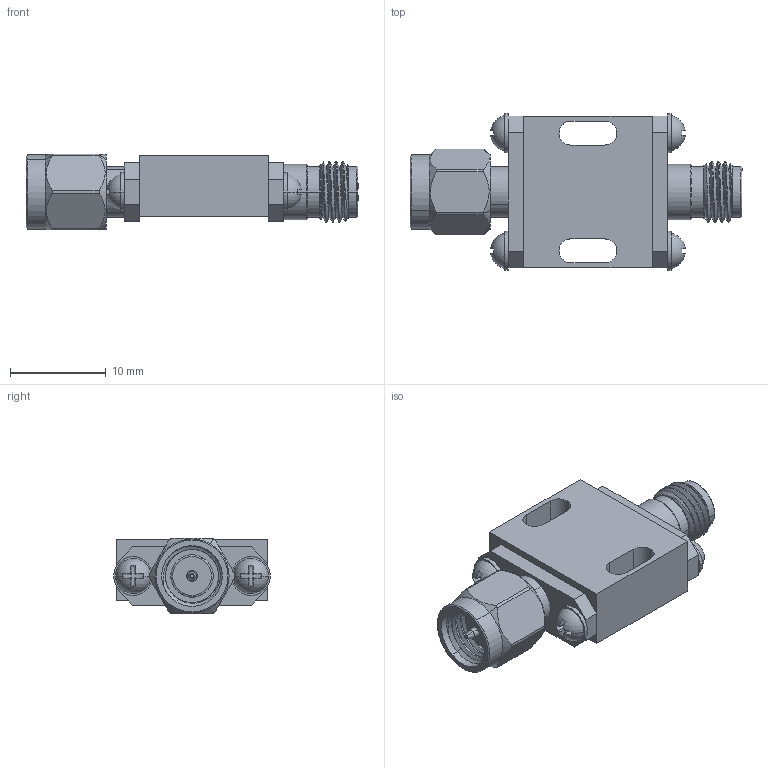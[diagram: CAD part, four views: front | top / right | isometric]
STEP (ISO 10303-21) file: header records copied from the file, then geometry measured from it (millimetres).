
FILE_DESCRIPTION (( 'STEP AP214' ), '1' );
FILE_NAME ('FMLM2006_3D.step', '2023-10-09T18:48:39', ( '' ), ( '' ), 'SwSTEP 2.0', 'SolidWorks 2022', '' );
FILE_SCHEMA (( 'AUTOMOTIVE_DESIGN' ));
Length unit declared in the file: inch
Products named in the file (1): FMLM2006_3D
Bounding box: 34.75 x 16.38 x 7.94 mm (x, y, z)
Volume: 2065.5 mm3; surface area: 2417.3 mm2
Topology: 9 solids, 9 shells, 230 faces, 573 edges, 375 vertices
Faces by surface type: plane 110, cylinder 63, cone 41, sphere 8, bspline 6, torus 2
Entity records: 10383 total; most frequent: CARTESIAN_POINT 4799, ORIENTED_EDGE 1146, DIRECTION 1132, EDGE_CURVE 573, AXIS2_PLACEMENT_3D 429, VERTEX_POINT 375, LINE 274, VECTOR 274
